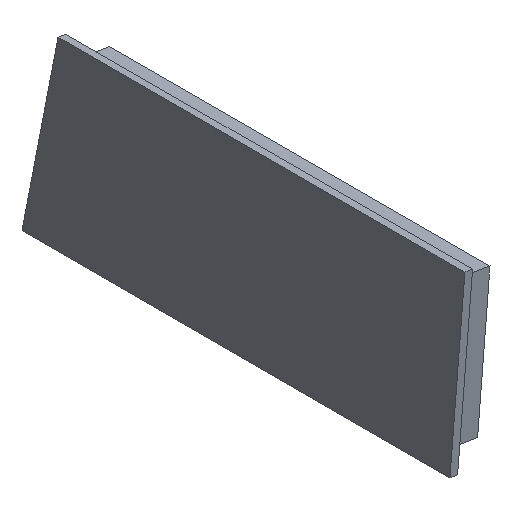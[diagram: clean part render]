
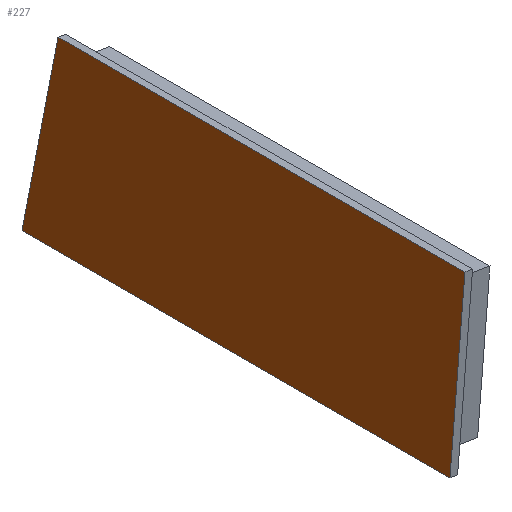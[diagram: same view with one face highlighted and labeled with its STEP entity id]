
A CAD part, isometric view. The second image highlights one B-rep face of the part: STEP entity #227.
In plain terms, the highlighted planar face has unit normal (-0.988, 0, 0.157).
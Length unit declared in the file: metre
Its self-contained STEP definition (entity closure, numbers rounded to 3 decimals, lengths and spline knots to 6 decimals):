
#34=ORIENTED_EDGE('',*,*,#76,.F.);
#35=ORIENTED_EDGE('',*,*,#80,.F.);
#36=ORIENTED_EDGE('',*,*,#83,.F.);
#37=ORIENTED_EDGE('',*,*,#85,.F.);
#76=EDGE_CURVE('',#104,#105,#124,.T.);
#80=EDGE_CURVE('',#107,#104,#128,.T.);
#83=EDGE_CURVE('',#109,#107,#131,.T.);
#85=EDGE_CURVE('',#105,#109,#133,.T.);
#104=VERTEX_POINT('',#340);
#105=VERTEX_POINT('',#342);
#107=VERTEX_POINT('',#348);
#109=VERTEX_POINT('',#354);
#124=LINE('',#341,#148);
#128=LINE('',#349,#152);
#131=LINE('',#355,#155);
#133=LINE('',#358,#157);
#148=VECTOR('',#276,1.);
#152=VECTOR('',#282,1.);
#155=VECTOR('',#287,1.);
#157=VECTOR('',#291,1.);
#174=EDGE_LOOP('',(#34,#35,#36,#37));
#194=FACE_BOUND('',#174,.T.);
#214=PLANE('',#255);
#227=ADVANCED_FACE('',(#194),#214,.T.);
#255=AXIS2_PLACEMENT_3D('',#359,#292,#293);
#276=DIRECTION('',(0.157,-0.065,0.986));
#282=DIRECTION('',(0.,1.,0.));
#287=DIRECTION('',(-0.157,-0.065,-0.986));
#291=DIRECTION('',(0.,-1.,0.));
#292=DIRECTION('',(-0.988,0.,0.157));
#293=DIRECTION('',(0.,-1.,0.));
#340=CARTESIAN_POINT('',(-0.101481,0.041421,0.000235));
#341=CARTESIAN_POINT('',(-0.099018,0.040401,0.015735));
#342=CARTESIAN_POINT('',(-0.096555,0.039381,0.031235));
#348=CARTESIAN_POINT('',(-0.101481,-0.041421,0.000235));
#349=CARTESIAN_POINT('',(-0.101481,0.,0.000235));
#354=CARTESIAN_POINT('',(-0.096555,-0.039381,0.031235));
#355=CARTESIAN_POINT('',(-0.099018,-0.040401,0.015735));
#358=CARTESIAN_POINT('',(-0.096555,0.,0.031235));
#359=CARTESIAN_POINT('',(-0.099018,0.,0.015735));
